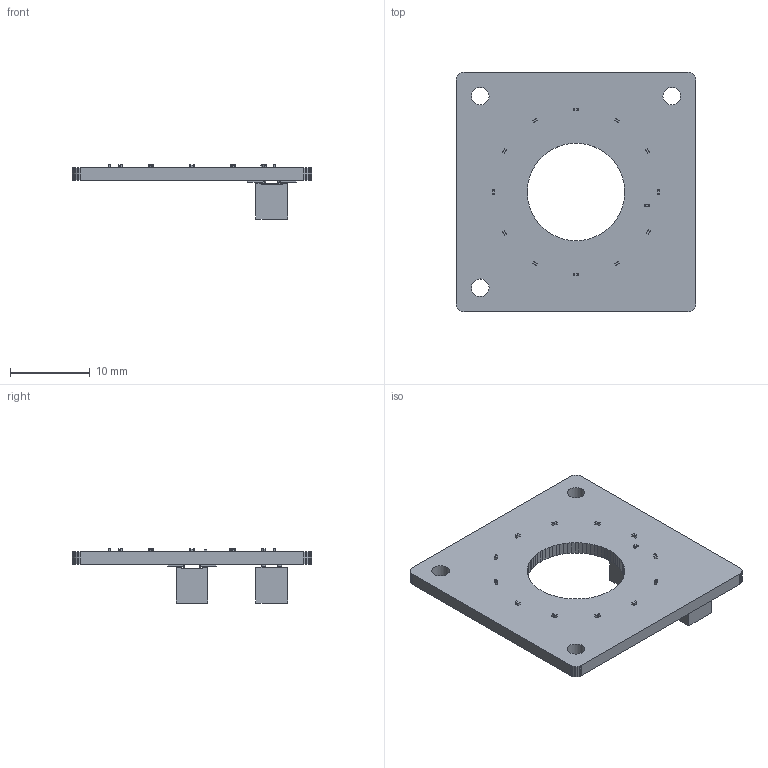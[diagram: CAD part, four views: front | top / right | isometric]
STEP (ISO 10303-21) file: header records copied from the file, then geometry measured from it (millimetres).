
FILE_DESCRIPTION(('KiCad electronic assembly'),'2;1');
FILE_NAME('pedalboard-led-ring-3D.step','2023-06-03T10:52:41',('Pcbnew') ,('Kicad'),'Open CASCADE STEP processor 7.5','KiCad to STEP converter' ,'Unknown');
FILE_SCHEMA(('AUTOMOTIVE_DESIGN { 1 0 10303 214 1 1 1 1 }'));
Length unit declared in the file: millimetre
Products named in the file (8): pedalboard-led-ring-3D 1; C_0201_0603Metric; SOLID; R_0201_0603Metric; PinSocket_2x02_P2.00mm_Vertical_SMD; tmpcfu4k_t_ PCB
Assembly tree (19 placements, depth 3):
  pedalboard-led-ring-3D 1
    C_0201_0603Metric  x12
      SOLID
    R_0201_0603Metric
      SOLID
    PinSocket_2x02_P2.00mm_Vertical_SMD  x2
      SOLID
    tmpcfu4k_t_ PCB
Bounding box: 30 x 30 x 6.78 mm (x, y, z)
Volume: 1352.6 mm3; surface area: 2130.3 mm2
Topology: 16 solids, 16 shells, 781 faces, 2035 edges, 1334 vertices
Faces by surface type: plane 602, cylinder 179
Full cylindrical faces by diameter (mm): 2.2 x3
Entity records: 23020 total; most frequent: CARTESIAN_POINT 3786, DIRECTION 3314, LINE 2460, VECTOR 2460, ORIENTED_EDGE 1734, PCURVE 1734, DEFINITIONAL_REPRESENTATION 1734, EDGE_CURVE 867
